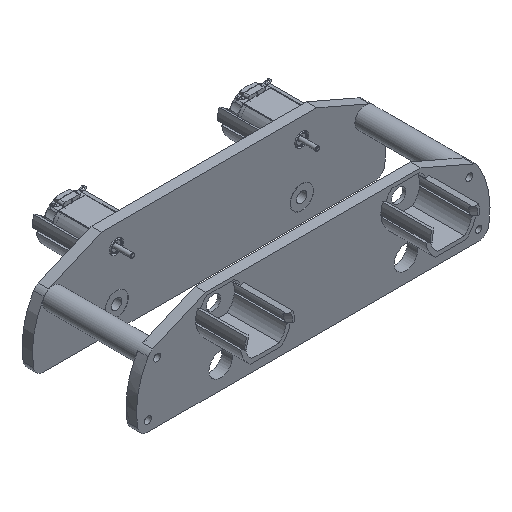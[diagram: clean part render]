
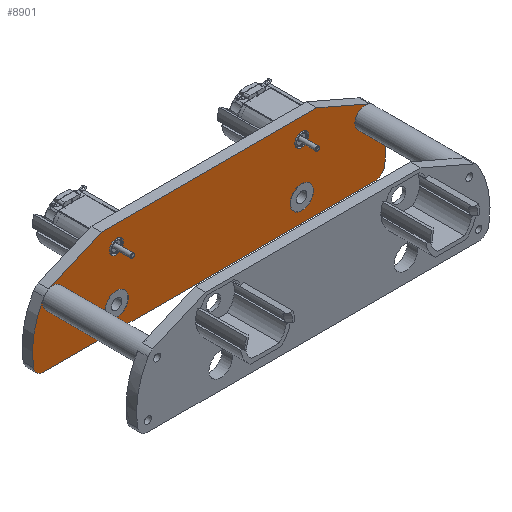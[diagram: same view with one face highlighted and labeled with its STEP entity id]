
A CAD part, isometric view. The second image highlights one B-rep face of the part: STEP entity #8901.
In plain terms, the highlighted planar face has unit normal (0, -1, 0).
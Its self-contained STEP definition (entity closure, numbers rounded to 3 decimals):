
#390=PLANE('',#9846);
#461=FACE_BOUND('',#3067,.T.);
#462=FACE_BOUND('',#3068,.T.);
#463=FACE_BOUND('',#3069,.T.);
#464=FACE_BOUND('',#3070,.T.);
#465=FACE_BOUND('',#3071,.T.);
#466=FACE_BOUND('',#3072,.T.);
#1238=LINE('',#20068,#1970);
#1243=LINE('',#20084,#1975);
#1245=LINE('',#20088,#1977);
#1247=LINE('',#20092,#1979);
#1970=VECTOR('',#12083,10.);
#1975=VECTOR('',#12102,10.);
#1977=VECTOR('',#12106,10.);
#1979=VECTOR('',#12110,10.);
#2544=FACE_OUTER_BOUND('',#3066,.T.);
#3066=EDGE_LOOP('',(#7997,#7998,#7999,#8000,#8001,#8002,#8003,#8004,#8005,
#8006));
#3067=EDGE_LOOP('',(#8007));
#3068=EDGE_LOOP('',(#8008));
#3069=EDGE_LOOP('',(#8009));
#3070=EDGE_LOOP('',(#8010));
#3071=EDGE_LOOP('',(#8011));
#3072=EDGE_LOOP('',(#8012));
#3626=CIRCLE('',#9817,3.4);
#3627=CIRCLE('',#9819,5.6);
#3628=CIRCLE('',#9821,5.6);
#3629=CIRCLE('',#9823,1.65);
#3631=CIRCLE('',#9826,3.4);
#3632=CIRCLE('',#9828,1.65);
#3633=CIRCLE('',#9830,5.);
#3634=CIRCLE('',#9833,5.);
#3635=CIRCLE('',#9835,40.415);
#3636=CIRCLE('',#9837,5.);
#3637=CIRCLE('',#9842,5.);
#3638=CIRCLE('',#9844,40.415);
#4399=VERTEX_POINT('',#20033);
#4400=VERTEX_POINT('',#20037);
#4401=VERTEX_POINT('',#20041);
#4402=VERTEX_POINT('',#20045);
#4404=VERTEX_POINT('',#20051);
#4405=VERTEX_POINT('',#20055);
#4406=VERTEX_POINT('',#20059);
#4407=VERTEX_POINT('',#20060);
#4409=VERTEX_POINT('',#20067);
#4410=VERTEX_POINT('',#20071);
#4411=VERTEX_POINT('',#20075);
#4412=VERTEX_POINT('',#20079);
#4413=VERTEX_POINT('',#20083);
#4414=VERTEX_POINT('',#20087);
#4415=VERTEX_POINT('',#20091);
#4416=VERTEX_POINT('',#20095);
#5607=EDGE_CURVE('',#4399,#4399,#3626,.F.);
#5609=EDGE_CURVE('',#4400,#4400,#3627,.T.);
#5611=EDGE_CURVE('',#4401,#4401,#3628,.T.);
#5613=EDGE_CURVE('',#4402,#4402,#3629,.T.);
#5616=EDGE_CURVE('',#4404,#4404,#3631,.F.);
#5618=EDGE_CURVE('',#4405,#4405,#3632,.T.);
#5619=EDGE_CURVE('',#4406,#4407,#3633,.T.);
#5623=EDGE_CURVE('',#4406,#4409,#1238,.T.);
#5625=EDGE_CURVE('',#4410,#4409,#3634,.T.);
#5627=EDGE_CURVE('',#4411,#4410,#3635,.T.);
#5629=EDGE_CURVE('',#4412,#4411,#3636,.T.);
#5631=EDGE_CURVE('',#4413,#4412,#1243,.T.);
#5633=EDGE_CURVE('',#4413,#4414,#1245,.T.);
#5635=EDGE_CURVE('',#4414,#4415,#1247,.T.);
#5637=EDGE_CURVE('',#4416,#4415,#3637,.T.);
#5639=EDGE_CURVE('',#4407,#4416,#3638,.T.);
#7997=ORIENTED_EDGE('',*,*,#5639,.F.);
#7998=ORIENTED_EDGE('',*,*,#5619,.F.);
#7999=ORIENTED_EDGE('',*,*,#5623,.T.);
#8000=ORIENTED_EDGE('',*,*,#5625,.F.);
#8001=ORIENTED_EDGE('',*,*,#5627,.F.);
#8002=ORIENTED_EDGE('',*,*,#5629,.F.);
#8003=ORIENTED_EDGE('',*,*,#5631,.F.);
#8004=ORIENTED_EDGE('',*,*,#5633,.T.);
#8005=ORIENTED_EDGE('',*,*,#5635,.T.);
#8006=ORIENTED_EDGE('',*,*,#5637,.F.);
#8007=ORIENTED_EDGE('',*,*,#5607,.F.);
#8008=ORIENTED_EDGE('',*,*,#5618,.F.);
#8009=ORIENTED_EDGE('',*,*,#5613,.F.);
#8010=ORIENTED_EDGE('',*,*,#5611,.F.);
#8011=ORIENTED_EDGE('',*,*,#5609,.F.);
#8012=ORIENTED_EDGE('',*,*,#5616,.F.);
#8901=ADVANCED_FACE('',(#2544,#461,#462,#463,#464,#465,#466),#390,.F.);
#9817=AXIS2_PLACEMENT_3D('',#20035,#12045,#12046);
#9819=AXIS2_PLACEMENT_3D('',#20039,#12050,#12051);
#9821=AXIS2_PLACEMENT_3D('',#20043,#12055,#12056);
#9823=AXIS2_PLACEMENT_3D('',#20047,#12060,#12061);
#9826=AXIS2_PLACEMENT_3D('',#20053,#12067,#12068);
#9828=AXIS2_PLACEMENT_3D('',#20057,#12072,#12073);
#9830=AXIS2_PLACEMENT_3D('',#20061,#12076,#12077);
#9833=AXIS2_PLACEMENT_3D('',#20072,#12087,#12088);
#9835=AXIS2_PLACEMENT_3D('',#20076,#12092,#12093);
#9837=AXIS2_PLACEMENT_3D('',#20080,#12097,#12098);
#9842=AXIS2_PLACEMENT_3D('',#20096,#12114,#12115);
#9844=AXIS2_PLACEMENT_3D('',#20099,#12119,#12120);
#9846=AXIS2_PLACEMENT_3D('',#20101,#12123,#12124);
#12045=DIRECTION('center_axis',(0.,1.,0.));
#12046=DIRECTION('ref_axis',(1.,0.,0.));
#12050=DIRECTION('center_axis',(0.,-1.,0.));
#12051=DIRECTION('ref_axis',(1.,0.,0.));
#12055=DIRECTION('center_axis',(0.,-1.,0.));
#12056=DIRECTION('ref_axis',(1.,0.,0.));
#12060=DIRECTION('center_axis',(0.,-1.,0.));
#12061=DIRECTION('ref_axis',(1.,0.,0.));
#12067=DIRECTION('center_axis',(0.,1.,0.));
#12068=DIRECTION('ref_axis',(1.,0.,0.));
#12072=DIRECTION('center_axis',(0.,-1.,0.));
#12073=DIRECTION('ref_axis',(1.,0.,0.));
#12076=DIRECTION('center_axis',(0.,1.,0.));
#12077=DIRECTION('ref_axis',(1.,0.,0.));
#12083=DIRECTION('',(1.,0.,0.));
#12087=DIRECTION('center_axis',(0.,1.,0.));
#12088=DIRECTION('ref_axis',(1.,0.,0.));
#12092=DIRECTION('center_axis',(0.,1.,0.));
#12093=DIRECTION('ref_axis',(0.861,0.,0.508));
#12097=DIRECTION('center_axis',(0.,1.,0.));
#12098=DIRECTION('ref_axis',(1.,0.,0.));
#12102=DIRECTION('',(0.917,0.,-0.399));
#12106=DIRECTION('',(-1.,0.,0.));
#12110=DIRECTION('',(-0.917,0.,-0.399));
#12114=DIRECTION('center_axis',(0.,1.,0.));
#12115=DIRECTION('ref_axis',(1.,0.,0.));
#12119=DIRECTION('center_axis',(0.,1.,0.));
#12120=DIRECTION('ref_axis',(-0.986,0.,-0.164));
#12123=DIRECTION('center_axis',(0.,1.,0.));
#12124=DIRECTION('ref_axis',(1.,0.,0.));
#20033=CARTESIAN_POINT('',(-47.9,0.,24.));
#20035=CARTESIAN_POINT('Origin',(-44.5,0.,24.));
#20037=CARTESIAN_POINT('',(-50.1,0.,0.));
#20039=CARTESIAN_POINT('Origin',(-44.5,0.,0.));
#20041=CARTESIAN_POINT('',(38.9,0.,0.));
#20043=CARTESIAN_POINT('Origin',(44.5,0.,0.));
#20045=CARTESIAN_POINT('',(-76.65,0.,18.));
#20047=CARTESIAN_POINT('Origin',(-75.,0.,18.));
#20051=CARTESIAN_POINT('',(41.1,0.,24.));
#20053=CARTESIAN_POINT('Origin',(44.5,0.,24.));
#20055=CARTESIAN_POINT('',(73.35,0.,18.));
#20057=CARTESIAN_POINT('Origin',(75.,0.,18.));
#20059=CARTESIAN_POINT('',(-79.435,0.,-10.816));
#20060=CARTESIAN_POINT('',(-84.367,0.,-6.637));
#20061=CARTESIAN_POINT('Origin',(-79.435,0.,-5.816));
#20067=CARTESIAN_POINT('',(79.435,0.,-10.816));
#20068=CARTESIAN_POINT('',(-79.435,0.,-10.816));
#20071=CARTESIAN_POINT('',(84.367,0.,-6.637));
#20072=CARTESIAN_POINT('Origin',(79.435,0.,-5.816));
#20075=CARTESIAN_POINT('',(79.306,0.,20.541));
#20076=CARTESIAN_POINT('Origin',(44.5,0.,0.));
#20079=CARTESIAN_POINT('',(76.993,0.,22.586));
#20080=CARTESIAN_POINT('Origin',(75.,0.,18.));
#20083=CARTESIAN_POINT('',(51.766,0.,33.55));
#20084=CARTESIAN_POINT('',(51.766,0.,33.55));
#20087=CARTESIAN_POINT('',(-51.766,0.,33.55));
#20088=CARTESIAN_POINT('',(-37.234,0.,33.55));
#20091=CARTESIAN_POINT('',(-76.993,0.,22.586));
#20092=CARTESIAN_POINT('',(-51.766,0.,33.55));
#20095=CARTESIAN_POINT('',(-79.306,0.,20.541));
#20096=CARTESIAN_POINT('Origin',(-75.,0.,18.));
#20099=CARTESIAN_POINT('Origin',(-44.5,0.,0.));
#20101=CARTESIAN_POINT('Origin',(0.,0.,11.367));
